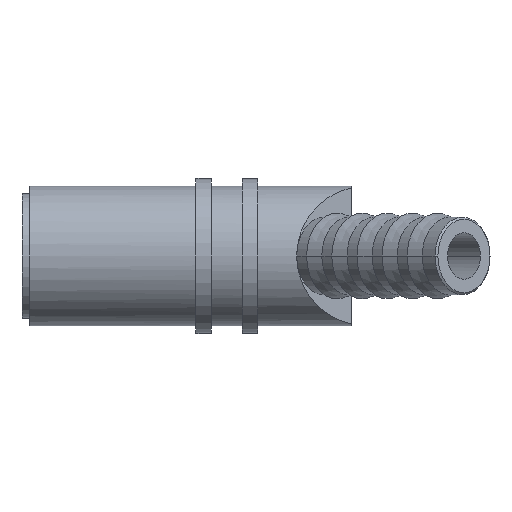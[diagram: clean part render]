
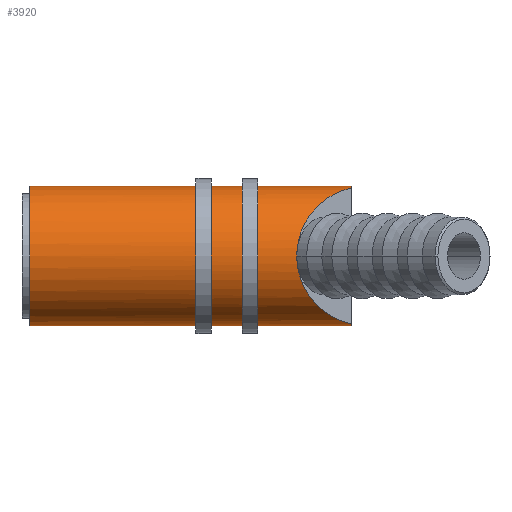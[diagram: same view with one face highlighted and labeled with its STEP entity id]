
A CAD part, front view. The second image highlights one B-rep face of the part: STEP entity #3920.
In plain terms, the highlighted cylindrical face has radius 9 mm (diameter 18 mm), a partial arc.
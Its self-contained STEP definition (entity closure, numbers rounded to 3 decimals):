
#51 = VERTEX_POINT ( 'NONE', #6462 ) ;
#77 = ORIENTED_EDGE ( 'NONE', *, *, #3173, .T. ) ;
#92 = VERTEX_POINT ( 'NONE', #4583 ) ;
#251 = AXIS2_PLACEMENT_3D ( 'NONE', #2942, #6127, #3499 ) ;
#273 = ORIENTED_EDGE ( 'NONE', *, *, #2821, .T. ) ;
#355 = EDGE_CURVE ( 'NONE', #1814, #4536, #1723, .T. ) ;
#356 = CARTESIAN_POINT ( 'NONE',  ( 42.5, -1.929, 8.791 ) ) ;
#375 = AXIS2_PLACEMENT_3D ( 'NONE', #6749, #4258, #2528 ) ;
#435 = CARTESIAN_POINT ( 'NONE',  ( 0., 0., 0. ) ) ;
#594 = EDGE_CURVE ( 'NONE', #5781, #2353, #5294, .T. ) ;
#952 = CARTESIAN_POINT ( 'NONE',  ( 35.429, -9., 0. ) ) ;
#992 = DIRECTION ( 'NONE',  ( -1., 0., 0. ) ) ;
#1156 = CARTESIAN_POINT ( 'NONE',  ( 35.429, -9., 0. ) ) ;
#1165 = CARTESIAN_POINT ( 'NONE',  ( 0., 0., -9. ) ) ;
#1257 = VERTEX_POINT ( 'NONE', #3227 ) ;
#1297 = CARTESIAN_POINT ( 'NONE',  ( 42.5, -1.929, 8.791 ) ) ;
#1388 = CIRCLE ( 'NONE', #251, 9. ) ;
#1465 = CARTESIAN_POINT ( 'NONE',  ( 38.193, -6.236, 7.846 ) ) ;
#1586 = ORIENTED_EDGE ( 'NONE', *, *, #5153, .T. ) ;
#1723 =( BOUNDED_CURVE ( )  B_SPLINE_CURVE ( 3, ( #7271, #7116, #4713, #1156 ),
 .UNSPECIFIED., .F., .T. ) 
 B_SPLINE_CURVE_WITH_KNOTS ( ( 4, 4 ),
 ( 4.928, 6.283 ),
 .UNSPECIFIED. ) 
 CURVE ( )  GEOMETRIC_REPRESENTATION_ITEM ( )  RATIONAL_B_SPLINE_CURVE ( ( 1., 0.853, 0.853, 1. ) ) 
 REPRESENTATION_ITEM ( '' )  );
#1731 = CYLINDRICAL_SURFACE ( 'NONE', #4421, 9. ) ;
#1814 = VERTEX_POINT ( 'NONE', #3079 ) ;
#1943 = EDGE_CURVE ( 'NONE', #1257, #92, #5304, .T. ) ;
#2130 = ORIENTED_EDGE ( 'NONE', *, *, #355, .T. ) ;
#2267 = VECTOR ( 'NONE', #2320, 1000. ) ;
#2320 = DIRECTION ( 'NONE',  ( -1., 0., 0. ) ) ;
#2353 = VERTEX_POINT ( 'NONE', #6439 ) ;
#2478 = DIRECTION ( 'NONE',  ( -1., 0., 0. ) ) ;
#2528 = DIRECTION ( 'NONE',  ( 0., 0., 1. ) ) ;
#2566 = CARTESIAN_POINT ( 'NONE',  ( 35.429, -9., 0. ) ) ;
#2821 = EDGE_CURVE ( 'NONE', #2353, #92, #4247, .T. ) ;
#2942 = CARTESIAN_POINT ( 'NONE',  ( 42.5, 0., 0. ) ) ;
#3079 = CARTESIAN_POINT ( 'NONE',  ( 42.5, -1.929, -8.791 ) ) ;
#3151 = EDGE_LOOP ( 'NONE', ( #4669, #77, #2130, #1586, #7801, #273, #7782 ) ) ;
#3173 = EDGE_CURVE ( 'NONE', #51, #1814, #1388, .T. ) ;
#3227 = CARTESIAN_POINT ( 'NONE',  ( 1., 0., -9. ) ) ;
#3256 = EDGE_CURVE ( 'NONE', #51, #1257, #3763, .T. ) ;
#3499 = DIRECTION ( 'NONE',  ( 0., 0., 1. ) ) ;
#3763 = LINE ( 'NONE', #1165, #2267 ) ;
#3920 = ADVANCED_FACE ( 'NONE', ( #7137 ), #1731, .T. ) ;
#4069 = DIRECTION ( 'NONE',  ( 0., 0., 1. ) ) ;
#4247 = LINE ( 'NONE', #7406, #4559 ) ;
#4258 = DIRECTION ( 'NONE',  ( -1., 0., 0. ) ) ;
#4421 = AXIS2_PLACEMENT_3D ( 'NONE', #435, #992, #4069 ) ;
#4536 = VERTEX_POINT ( 'NONE', #2566 ) ;
#4559 = VECTOR ( 'NONE', #2478, 1000. ) ;
#4583 = CARTESIAN_POINT ( 'NONE',  ( 1., 0., 9. ) ) ;
#4669 = ORIENTED_EDGE ( 'NONE', *, *, #3256, .F. ) ;
#4713 = CARTESIAN_POINT ( 'NONE',  ( 35.429, -9., -4.41 ) ) ;
#5153 = EDGE_CURVE ( 'NONE', #4536, #5781, #6511, .T. ) ;
#5294 = CIRCLE ( 'NONE', #6675, 9. ) ;
#5304 = CIRCLE ( 'NONE', #375, 9. ) ;
#5781 = VERTEX_POINT ( 'NONE', #1297 ) ;
#6127 = DIRECTION ( 'NONE',  ( -1., 0., 0. ) ) ;
#6257 = DIRECTION ( 'NONE',  ( 0., 0., 1. ) ) ;
#6294 = CARTESIAN_POINT ( 'NONE',  ( 42.5, 0., 0. ) ) ;
#6314 = CARTESIAN_POINT ( 'NONE',  ( 35.429, -9., 4.41 ) ) ;
#6439 = CARTESIAN_POINT ( 'NONE',  ( 42.5, 0., 9. ) ) ;
#6462 = CARTESIAN_POINT ( 'NONE',  ( 42.5, 0., -9. ) ) ;
#6511 =( BOUNDED_CURVE ( )  B_SPLINE_CURVE ( 3, ( #952, #6314, #1465, #356 ),
 .UNSPECIFIED., .F., .T. ) 
 B_SPLINE_CURVE_WITH_KNOTS ( ( 4, 4 ),
 ( 0., 1.355 ),
 .UNSPECIFIED. ) 
 CURVE ( )  GEOMETRIC_REPRESENTATION_ITEM ( )  RATIONAL_B_SPLINE_CURVE ( ( 1., 0.853, 0.853, 1. ) ) 
 REPRESENTATION_ITEM ( '' )  );
#6675 = AXIS2_PLACEMENT_3D ( 'NONE', #6294, #7557, #6257 ) ;
#6749 = CARTESIAN_POINT ( 'NONE',  ( 1., 0., 0. ) ) ;
#7116 = CARTESIAN_POINT ( 'NONE',  ( 38.193, -6.236, -7.846 ) ) ;
#7137 = FACE_OUTER_BOUND ( 'NONE', #3151, .T. ) ;
#7271 = CARTESIAN_POINT ( 'NONE',  ( 42.5, -1.929, -8.791 ) ) ;
#7406 = CARTESIAN_POINT ( 'NONE',  ( 0., 0., 9. ) ) ;
#7557 = DIRECTION ( 'NONE',  ( -1., 0., 0. ) ) ;
#7782 = ORIENTED_EDGE ( 'NONE', *, *, #1943, .F. ) ;
#7801 = ORIENTED_EDGE ( 'NONE', *, *, #594, .T. ) ;
